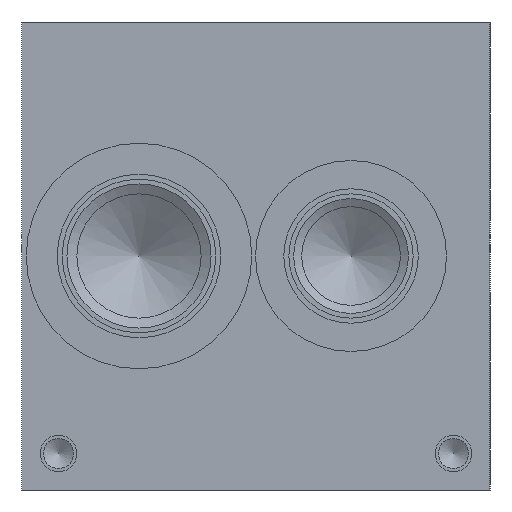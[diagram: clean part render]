
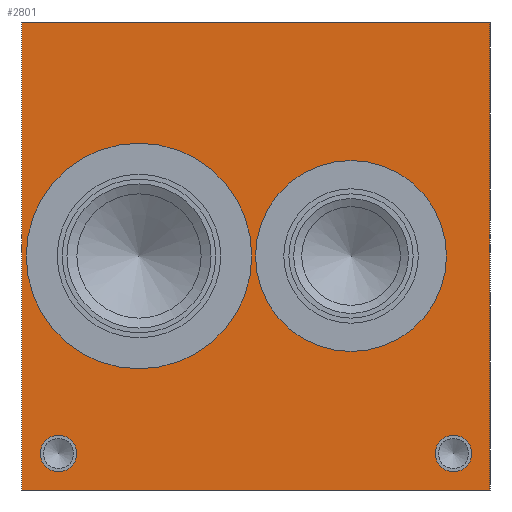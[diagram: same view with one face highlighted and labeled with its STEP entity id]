
A CAD part, left-side view. The second image highlights one B-rep face of the part: STEP entity #2801.
In plain terms, the highlighted planar face has unit normal (-1, 0, 0).
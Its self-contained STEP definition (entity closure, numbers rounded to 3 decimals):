
#51=FACE_BOUND('',#546,.T.);
#52=FACE_BOUND('',#547,.T.);
#53=FACE_BOUND('',#548,.T.);
#54=FACE_BOUND('',#549,.T.);
#117=PLANE('',#3243);
#351=FACE_OUTER_BOUND('',#545,.T.);
#545=EDGE_LOOP('',(#2525,#2526,#2527,#2528));
#546=EDGE_LOOP('',(#2529,#2530));
#547=EDGE_LOOP('',(#2531,#2532));
#548=EDGE_LOOP('',(#2533,#2534));
#549=EDGE_LOOP('',(#2535,#2536));
#697=LINE('',#5077,#825);
#698=LINE('',#5079,#826);
#699=LINE('',#5081,#827);
#700=LINE('',#5082,#828);
#825=VECTOR('',#4213,10.);
#826=VECTOR('',#4214,10.);
#827=VECTOR('',#4215,10.);
#828=VECTOR('',#4216,10.);
#897=CIRCLE('',#2917,24.486);
#898=CIRCLE('',#2918,24.486);
#913=CIRCLE('',#2943,20.726);
#914=CIRCLE('',#2944,20.726);
#917=CIRCLE('',#2950,3.975);
#918=CIRCLE('',#2951,3.975);
#925=CIRCLE('',#2962,3.975);
#926=CIRCLE('',#2963,3.975);
#1172=VERTEX_POINT('',#4422);
#1173=VERTEX_POINT('',#4423);
#1189=VERTEX_POINT('',#4472);
#1190=VERTEX_POINT('',#4473);
#1193=VERTEX_POINT('',#4485);
#1194=VERTEX_POINT('',#4486);
#1202=VERTEX_POINT('',#4509);
#1203=VERTEX_POINT('',#4510);
#1407=VERTEX_POINT('',#5075);
#1408=VERTEX_POINT('',#5076);
#1409=VERTEX_POINT('',#5078);
#1410=VERTEX_POINT('',#5080);
#1500=EDGE_CURVE('',#1172,#1173,#897,.T.);
#1501=EDGE_CURVE('',#1173,#1172,#898,.T.);
#1523=EDGE_CURVE('',#1189,#1190,#913,.T.);
#1524=EDGE_CURVE('',#1190,#1189,#914,.T.);
#1529=EDGE_CURVE('',#1193,#1194,#917,.T.);
#1530=EDGE_CURVE('',#1194,#1193,#918,.T.);
#1540=EDGE_CURVE('',#1202,#1203,#925,.T.);
#1541=EDGE_CURVE('',#1203,#1202,#926,.T.);
#1801=EDGE_CURVE('',#1407,#1408,#697,.T.);
#1802=EDGE_CURVE('',#1408,#1409,#698,.T.);
#1803=EDGE_CURVE('',#1410,#1409,#699,.T.);
#1804=EDGE_CURVE('',#1407,#1410,#700,.T.);
#2525=ORIENTED_EDGE('',*,*,#1801,.T.);
#2526=ORIENTED_EDGE('',*,*,#1802,.T.);
#2527=ORIENTED_EDGE('',*,*,#1803,.F.);
#2528=ORIENTED_EDGE('',*,*,#1804,.F.);
#2529=ORIENTED_EDGE('',*,*,#1500,.T.);
#2530=ORIENTED_EDGE('',*,*,#1501,.T.);
#2531=ORIENTED_EDGE('',*,*,#1523,.T.);
#2532=ORIENTED_EDGE('',*,*,#1524,.T.);
#2533=ORIENTED_EDGE('',*,*,#1529,.T.);
#2534=ORIENTED_EDGE('',*,*,#1530,.T.);
#2535=ORIENTED_EDGE('',*,*,#1540,.T.);
#2536=ORIENTED_EDGE('',*,*,#1541,.T.);
#2801=ADVANCED_FACE('',(#351,#51,#52,#53,#54),#117,.T.);
#2917=AXIS2_PLACEMENT_3D('',#4424,#3468,#3469);
#2918=AXIS2_PLACEMENT_3D('',#4425,#3470,#3471);
#2943=AXIS2_PLACEMENT_3D('',#4474,#3527,#3528);
#2944=AXIS2_PLACEMENT_3D('',#4475,#3529,#3530);
#2950=AXIS2_PLACEMENT_3D('',#4487,#3543,#3544);
#2951=AXIS2_PLACEMENT_3D('',#4488,#3545,#3546);
#2962=AXIS2_PLACEMENT_3D('',#4511,#3570,#3571);
#2963=AXIS2_PLACEMENT_3D('',#4512,#3572,#3573);
#3243=AXIS2_PLACEMENT_3D('',#5074,#4211,#4212);
#3468=DIRECTION('center_axis',(1.,0.,0.));
#3469=DIRECTION('ref_axis',(0.,1.,0.));
#3470=DIRECTION('center_axis',(1.,0.,0.));
#3471=DIRECTION('ref_axis',(0.,1.,0.));
#3527=DIRECTION('center_axis',(1.,0.,0.));
#3528=DIRECTION('ref_axis',(0.,1.,0.));
#3529=DIRECTION('center_axis',(1.,0.,0.));
#3530=DIRECTION('ref_axis',(0.,1.,0.));
#3543=DIRECTION('center_axis',(1.,0.,0.));
#3544=DIRECTION('ref_axis',(0.,0.,1.));
#3545=DIRECTION('center_axis',(1.,0.,0.));
#3546=DIRECTION('ref_axis',(0.,0.,1.));
#3570=DIRECTION('center_axis',(1.,0.,0.));
#3571=DIRECTION('ref_axis',(0.,0.,1.));
#3572=DIRECTION('center_axis',(1.,0.,0.));
#3573=DIRECTION('ref_axis',(0.,0.,1.));
#4211=DIRECTION('center_axis',(-1.,0.,0.));
#4212=DIRECTION('ref_axis',(0.,-1.,0.));
#4213=DIRECTION('',(0.,-1.,0.));
#4214=DIRECTION('',(0.,0.,1.));
#4215=DIRECTION('',(0.,-1.,0.));
#4216=DIRECTION('',(0.,0.,1.));
#4422=CARTESIAN_POINT('',(0.,100.686,50.8));
#4423=CARTESIAN_POINT('',(0.,51.714,50.8));
#4424=CARTESIAN_POINT('Origin',(0.,76.2,50.8));
#4425=CARTESIAN_POINT('Origin',(0.,76.2,50.8));
#4472=CARTESIAN_POINT('',(0.,50.902,50.8));
#4473=CARTESIAN_POINT('',(0.,9.449,50.8));
#4474=CARTESIAN_POINT('Origin',(0.,30.175,50.8));
#4475=CARTESIAN_POINT('Origin',(0.,30.175,50.8));
#4485=CARTESIAN_POINT('',(0.,93.675,11.9));
#4486=CARTESIAN_POINT('',(0.,93.675,3.95));
#4487=CARTESIAN_POINT('Origin',(0.,93.675,7.925));
#4488=CARTESIAN_POINT('Origin',(0.,93.675,7.925));
#4509=CARTESIAN_POINT('',(0.,7.925,11.9));
#4510=CARTESIAN_POINT('',(0.,7.925,3.95));
#4511=CARTESIAN_POINT('Origin',(0.,7.925,7.925));
#4512=CARTESIAN_POINT('Origin',(0.,7.925,7.925));
#5074=CARTESIAN_POINT('Origin',(0.,101.6,0.));
#5075=CARTESIAN_POINT('',(0.,101.6,0.));
#5076=CARTESIAN_POINT('',(0.,0.,0.));
#5077=CARTESIAN_POINT('',(0.,101.6,0.));
#5078=CARTESIAN_POINT('',(0.,0.,101.6));
#5079=CARTESIAN_POINT('',(0.,0.,0.));
#5080=CARTESIAN_POINT('',(0.,101.6,101.6));
#5081=CARTESIAN_POINT('',(0.,101.6,101.6));
#5082=CARTESIAN_POINT('',(0.,101.6,0.));
